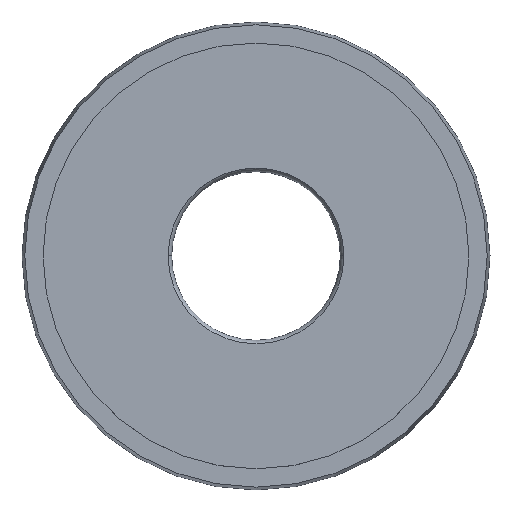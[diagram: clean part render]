
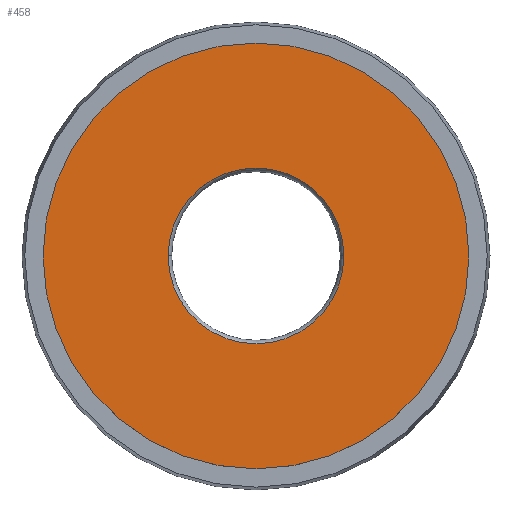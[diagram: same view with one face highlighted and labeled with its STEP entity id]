
A CAD part, top view. The second image highlights one B-rep face of the part: STEP entity #458.
In plain terms, the highlighted planar face has unit normal (0, 0, 1).
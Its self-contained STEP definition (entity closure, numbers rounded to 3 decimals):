
#16 = ORIENTED_EDGE ( 'NONE', *, *, #98, .F. ) ;
#33 = AXIS2_PLACEMENT_3D ( 'NONE', #404, #307, #254 ) ;
#51 = DIRECTION ( 'NONE',  ( 1., 0., 0. ) ) ;
#90 = DIRECTION ( 'NONE',  ( 1., 0., 0. ) ) ;
#93 = DIRECTION ( 'NONE',  ( 0., 0., 1. ) ) ;
#98 = EDGE_CURVE ( 'NONE', #483, #185, #295, .T. ) ;
#118 = CARTESIAN_POINT ( 'NONE',  ( 15.15, 0., 0. ) ) ;
#125 = EDGE_CURVE ( 'NONE', #185, #483, #136, .T. ) ;
#131 = CARTESIAN_POINT ( 'NONE',  ( -6.25, 0., 0. ) ) ;
#133 = CARTESIAN_POINT ( 'NONE',  ( 0., 0., 0. ) ) ;
#136 = CIRCLE ( 'NONE', #354, 6.25 ) ;
#144 = ORIENTED_EDGE ( 'NONE', *, *, #186, .T. ) ;
#179 = CIRCLE ( 'NONE', #500, 15.15 ) ;
#185 = VERTEX_POINT ( 'NONE', #131 ) ;
#186 = EDGE_CURVE ( 'NONE', #567, #304, #179, .T. ) ;
#207 = CARTESIAN_POINT ( 'NONE',  ( 0., 0., 0. ) ) ;
#229 = AXIS2_PLACEMENT_3D ( 'NONE', #486, #236, #90 ) ;
#235 = DIRECTION ( 'NONE',  ( 1., 0., 0. ) ) ;
#236 = DIRECTION ( 'NONE',  ( 0., 0., 1. ) ) ;
#254 = DIRECTION ( 'NONE',  ( -1., 0., 0. ) ) ;
#259 = AXIS2_PLACEMENT_3D ( 'NONE', #207, #517, #51 ) ;
#261 = CARTESIAN_POINT ( 'NONE',  ( 6.25, 0., 0. ) ) ;
#277 = CARTESIAN_POINT ( 'NONE',  ( 0., 0., 0. ) ) ;
#295 = CIRCLE ( 'NONE', #229, 6.25 ) ;
#304 = VERTEX_POINT ( 'NONE', #445 ) ;
#307 = DIRECTION ( 'NONE',  ( 0., 0., -1. ) ) ;
#338 = DIRECTION ( 'NONE',  ( 0., 0., 1. ) ) ;
#354 = AXIS2_PLACEMENT_3D ( 'NONE', #133, #93, #588 ) ;
#369 = FACE_OUTER_BOUND ( 'NONE', #540, .T. ) ;
#376 = FACE_BOUND ( 'NONE', #537, .T. ) ;
#404 = CARTESIAN_POINT ( 'NONE',  ( 0., 0., 0. ) ) ;
#445 = CARTESIAN_POINT ( 'NONE',  ( -15.15, 0., 0. ) ) ;
#456 = EDGE_CURVE ( 'NONE', #304, #567, #639, .T. ) ;
#458 = ADVANCED_FACE ( 'NONE', ( #376, #369 ), #552, .F. ) ;
#483 = VERTEX_POINT ( 'NONE', #261 ) ;
#486 = CARTESIAN_POINT ( 'NONE',  ( 0., 0., 0. ) ) ;
#492 = ORIENTED_EDGE ( 'NONE', *, *, #125, .F. ) ;
#500 = AXIS2_PLACEMENT_3D ( 'NONE', #277, #338, #235 ) ;
#517 = DIRECTION ( 'NONE',  ( 0., 0., 1. ) ) ;
#518 = ORIENTED_EDGE ( 'NONE', *, *, #456, .T. ) ;
#537 = EDGE_LOOP ( 'NONE', ( #16, #492 ) ) ;
#540 = EDGE_LOOP ( 'NONE', ( #144, #518 ) ) ;
#552 = PLANE ( 'NONE',  #33 ) ;
#567 = VERTEX_POINT ( 'NONE', #118 ) ;
#588 = DIRECTION ( 'NONE',  ( 1., 0., 0. ) ) ;
#639 = CIRCLE ( 'NONE', #259, 15.15 ) ;
